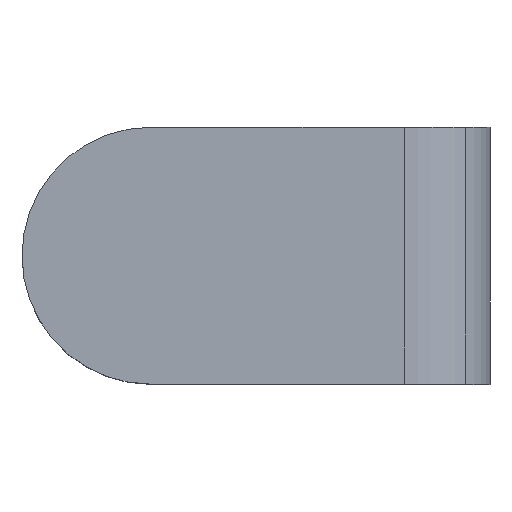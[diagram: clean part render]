
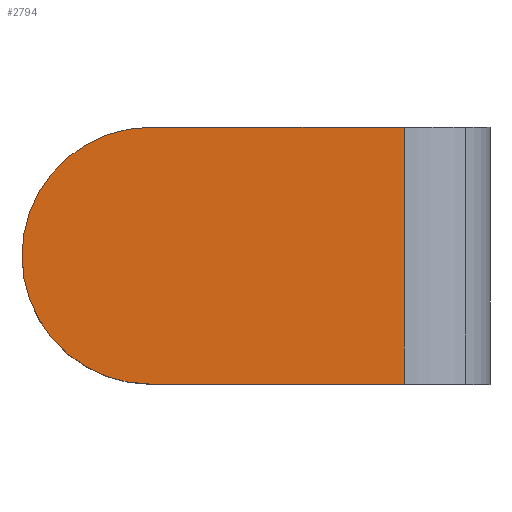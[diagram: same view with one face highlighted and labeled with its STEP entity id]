
A CAD part, top view. The second image highlights one B-rep face of the part: STEP entity #2794.
In plain terms, the highlighted planar face has unit normal (0, 0, 1).
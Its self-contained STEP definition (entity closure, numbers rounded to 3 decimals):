
#108 = EDGE_CURVE ( 'NONE', #130, #654, #2891, .T. ) ;
#130 = VERTEX_POINT ( 'NONE', #845 ) ;
#218 = DIRECTION ( 'NONE',  ( -1., 0., 0. ) ) ;
#220 = EDGE_CURVE ( 'NONE', #1907, #2107, #1999, .T. ) ;
#303 = CARTESIAN_POINT ( 'NONE',  ( -82., 22.5, 0. ) ) ;
#307 = DIRECTION ( 'NONE',  ( 0., 0., -1. ) ) ;
#321 = CARTESIAN_POINT ( 'NONE',  ( -59.5, 0., 0. ) ) ;
#437 = CARTESIAN_POINT ( 'NONE',  ( -59.5, 22.5, 0. ) ) ;
#439 = AXIS2_PLACEMENT_3D ( 'NONE', #321, #895, #2284 ) ;
#617 = LINE ( 'NONE', #1809, #2963 ) ;
#622 = DIRECTION ( 'NONE',  ( -1., 0., 0. ) ) ;
#654 = VERTEX_POINT ( 'NONE', #2822 ) ;
#840 = ORIENTED_EDGE ( 'NONE', *, *, #108, .T. ) ;
#845 = CARTESIAN_POINT ( 'NONE',  ( -82., 0., 0. ) ) ;
#858 = CARTESIAN_POINT ( 'NONE',  ( -15., 22.5, 0. ) ) ;
#895 = DIRECTION ( 'NONE',  ( 0., 0., 1. ) ) ;
#1131 = AXIS2_PLACEMENT_3D ( 'NONE', #3433, #307, #622 ) ;
#1321 = CARTESIAN_POINT ( 'NONE',  ( -15., 22.5, 0. ) ) ;
#1322 = AXIS2_PLACEMENT_3D ( 'NONE', #1435, #2523, #218 ) ;
#1415 = CARTESIAN_POINT ( 'NONE',  ( -15., -22.5, 0. ) ) ;
#1435 = CARTESIAN_POINT ( 'NONE',  ( -59.5, 0., 0. ) ) ;
#1445 = FACE_OUTER_BOUND ( 'NONE', #1539, .T. ) ;
#1539 = EDGE_LOOP ( 'NONE', ( #1803, #840, #2697, #3177, #2304 ) ) ;
#1751 = DIRECTION ( 'NONE',  ( 1., 0., 0. ) ) ;
#1803 = ORIENTED_EDGE ( 'NONE', *, *, #3550, .T. ) ;
#1809 = CARTESIAN_POINT ( 'NONE',  ( -82., -22.5, 0. ) ) ;
#1907 = VERTEX_POINT ( 'NONE', #437 ) ;
#1932 = CIRCLE ( 'NONE', #1322, 22.5 ) ;
#1999 = LINE ( 'NONE', #303, #3202 ) ;
#2107 = VERTEX_POINT ( 'NONE', #858 ) ;
#2146 = DIRECTION ( 'NONE',  ( 0., -1., 0. ) ) ;
#2185 = EDGE_CURVE ( 'NONE', #654, #3592, #617, .T. ) ;
#2284 = DIRECTION ( 'NONE',  ( -1., 0., 0. ) ) ;
#2304 = ORIENTED_EDGE ( 'NONE', *, *, #220, .F. ) ;
#2397 = DIRECTION ( 'NONE',  ( 1., 0., 0. ) ) ;
#2523 = DIRECTION ( 'NONE',  ( 0., 0., 1. ) ) ;
#2697 = ORIENTED_EDGE ( 'NONE', *, *, #2185, .T. ) ;
#2736 = LINE ( 'NONE', #1321, #3314 ) ;
#2794 = ADVANCED_FACE ( 'NONE', ( #1445 ), #3490, .F. ) ;
#2822 = CARTESIAN_POINT ( 'NONE',  ( -59.5, -22.5, 0. ) ) ;
#2891 = CIRCLE ( 'NONE', #439, 22.5 ) ;
#2963 = VECTOR ( 'NONE', #2397, 1000. ) ;
#3177 = ORIENTED_EDGE ( 'NONE', *, *, #3506, .F. ) ;
#3202 = VECTOR ( 'NONE', #1751, 1000. ) ;
#3314 = VECTOR ( 'NONE', #2146, 1000. ) ;
#3433 = CARTESIAN_POINT ( 'NONE',  ( -82., 22.5, 0. ) ) ;
#3490 = PLANE ( 'NONE',  #1131 ) ;
#3506 = EDGE_CURVE ( 'NONE', #2107, #3592, #2736, .T. ) ;
#3550 = EDGE_CURVE ( 'NONE', #1907, #130, #1932, .T. ) ;
#3592 = VERTEX_POINT ( 'NONE', #1415 ) ;
